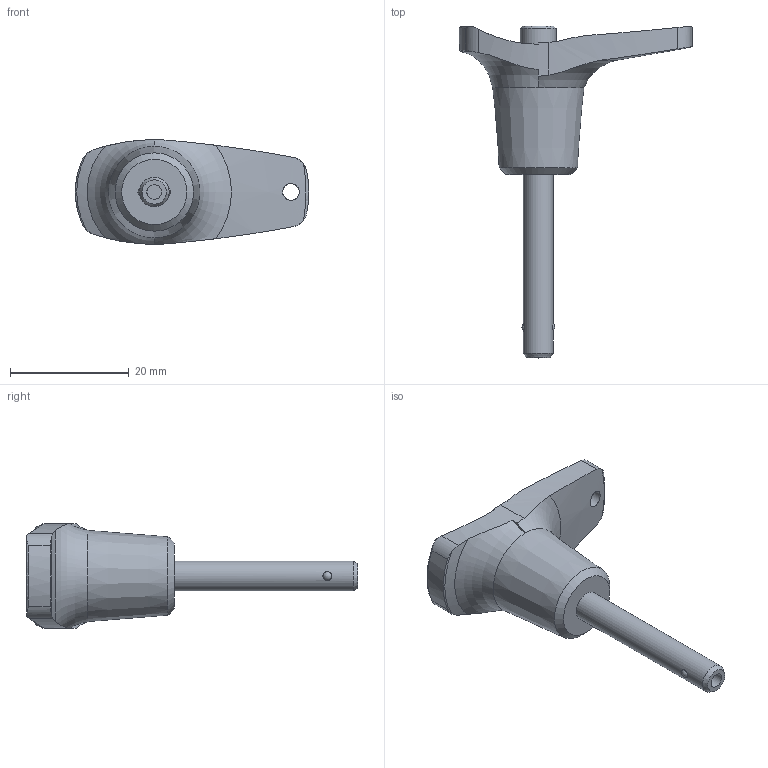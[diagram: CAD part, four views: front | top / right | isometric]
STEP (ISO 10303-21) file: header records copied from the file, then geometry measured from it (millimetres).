
FILE_DESCRIPTION( ( 'STEP AP214' ), '1' );
FILE_NAME( 'K0792.1026050250.stp', '2020-12-10T14:13:43', ( '' ), ( '' ), ' ', 'PARTsolutions', ' ' );
FILE_SCHEMA( ( 'AUTOMOTIVE_DESIGN { 1 0 10303 214 1 1 1 1 }' ) );
Length unit declared in the file: millimetre
Products named in the file (1): _K0792.1026050250
Bounding box: 39.29 x 55.9 x 17.6 mm (x, y, z)
Volume: 5732 mm3; surface area: 3762.7 mm2
Topology: 1 solids, 1 shells, 54 faces, 134 edges, 88 vertices
Faces by surface type: cylinder 22, plane 12, cone 10, torus 7, sphere 2, bspline 1
Full cylindrical faces by diameter (mm): 1.5 x2, 1.96 x1, 2.48 x2, 2.5 x1, 2.8 x1, 5 x1, 6 x1, 6.02 x1
Entity records: 2421 total; most frequent: CARTESIAN_POINT 848, ORIENTED_EDGE 220, DIRECTION 206, EDGE_CURVE 110, AXIS2_PLACEMENT_3D 94, EDGE_LOOP 84, VERTEX_POINT 84, FACE_OUTER_BOUND 64
